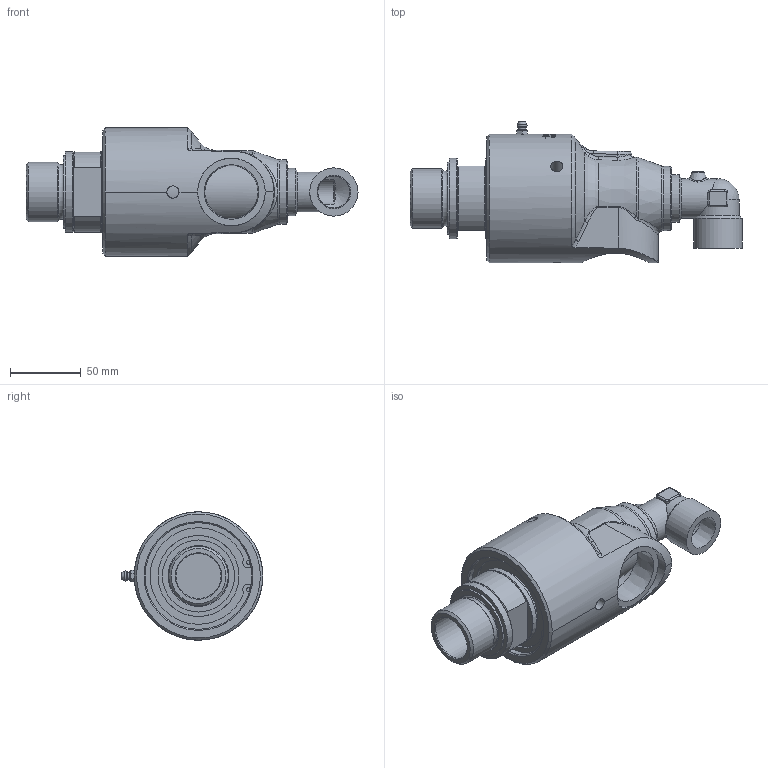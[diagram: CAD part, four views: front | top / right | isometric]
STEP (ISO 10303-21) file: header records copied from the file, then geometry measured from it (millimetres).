
FILE_DESCRIPTION(/* description */ (''),/* implementation_level */ '2;1');
FILE_NAME(/* name */ '527-076-117079-IC.stp',/* time_stamp */ '2020-05-20T08:47:00-05:00',/* author */ ('GALINDOLM'),/* organization */ (''),/* preprocessor_version */ 'ST-DEVELOPER v18',/* originating_system */ 'Autodesk Inventor 2020',/* authorisation */ '');
FILE_SCHEMA (('AUTOMOTIVE_DESIGN { 1 0 10303 214 3 1 1 }'));
Products named in the file (1): 527-076-117079-IC
Bounding box: 233.87 x 99.63 x 90.5 mm (x, y, z)
Volume: 638116.3 mm3; surface area: 83998.3 mm2
Topology: 2 solids, 2 shells, 508 faces, 1337 edges, 878 vertices
Faces by surface type: bspline 219, plane 153, cylinder 93, cone 33, torus 9, sphere 1
Full cylindrical faces by diameter (mm): 2.794 x2, 5.359 x1, 8.6 x3, 18.631 x1, 22.631 x1, 28 x1, 31.8 x1, 34 x1, 41.91 x1, 42.9 x1, 47.6 x1, 50.05 x1, 50.8 x1, 57 x2, 75.08 x1, 80.8 x1
Entity records: 62559 total; most frequent: CARTESIAN_POINT 50698, ORIENTED_EDGE 2670, DIRECTION 1973, EDGE_CURVE 1335, VERTEX_POINT 878, AXIS2_PLACEMENT_3D 753, EDGE_LOOP 557, FACE_OUTER_BOUND 508
